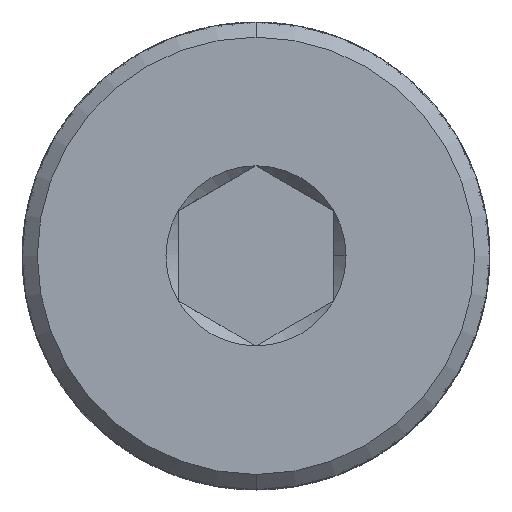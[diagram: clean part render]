
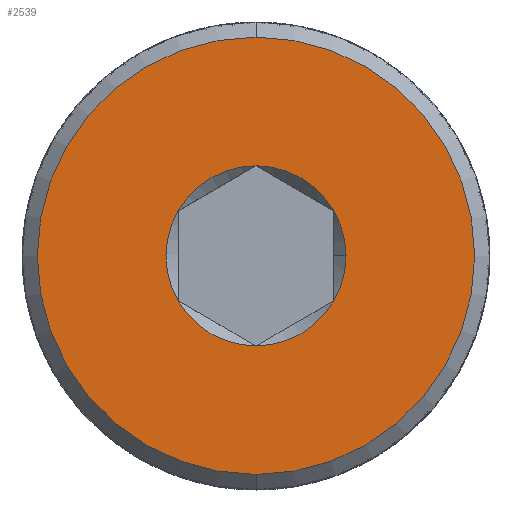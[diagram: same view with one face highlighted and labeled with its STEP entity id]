
A CAD part, top view. The second image highlights one B-rep face of the part: STEP entity #2539.
In plain terms, the highlighted planar face has unit normal (0, 0, 1).
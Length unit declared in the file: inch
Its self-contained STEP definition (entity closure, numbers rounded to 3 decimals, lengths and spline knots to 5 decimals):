
#148 = EDGE_CURVE ( 'NONE', #393, #13502, #13508, .T. ) ;
#202 = DIRECTION ( 'NONE',  ( 0., 0., 1. ) ) ;
#308 = VERTEX_POINT ( 'NONE', #13627 ) ;
#393 = VERTEX_POINT ( 'NONE', #9572 ) ;
#788 = DIRECTION ( 'NONE',  ( 1., 0., 0. ) ) ;
#962 = PLANE ( 'NONE',  #9861 ) ;
#998 = EDGE_CURVE ( 'NONE', #8733, #308, #4873, .T. ) ;
#1057 = CIRCLE ( 'NONE', #10419, 0.14434 ) ;
#1561 = DIRECTION ( 'NONE',  ( 0., 0., 1. ) ) ;
#1829 = CIRCLE ( 'NONE', #6260, 0.14434 ) ;
#2004 = ORIENTED_EDGE ( 'NONE', *, *, #13282, .T. ) ;
#2062 = DIRECTION ( 'NONE',  ( 0., -1., 0. ) ) ;
#2276 = AXIS2_PLACEMENT_3D ( 'NONE', #2549, #202, #5780 ) ;
#2539 = ADVANCED_FACE ( 'NONE', ( #13596, #7712 ), #962, .T. ) ;
#2549 = CARTESIAN_POINT ( 'NONE',  ( 0., 0., 0. ) ) ;
#3004 = ORIENTED_EDGE ( 'NONE', *, *, #13364, .F. ) ;
#3248 = DIRECTION ( 'NONE',  ( 0., 0., 1. ) ) ;
#3604 = CARTESIAN_POINT ( 'NONE',  ( 0.125, -0.07217, 0. ) ) ;
#3654 = DIRECTION ( 'NONE',  ( 0., 0., 1. ) ) ;
#3742 = CARTESIAN_POINT ( 'NONE',  ( 0., 0., 0. ) ) ;
#4376 = DIRECTION ( 'NONE',  ( 1., 0., 0. ) ) ;
#4478 = AXIS2_PLACEMENT_3D ( 'NONE', #6528, #7780, #4376 ) ;
#4502 = AXIS2_PLACEMENT_3D ( 'NONE', #11913, #7746, #10849 ) ;
#4561 = EDGE_CURVE ( 'NONE', #11587, #8841, #1829, .T. ) ;
#4824 = DIRECTION ( 'NONE',  ( 1., 0., 0. ) ) ;
#4873 = CIRCLE ( 'NONE', #14021, 0.14434 ) ;
#5069 = EDGE_CURVE ( 'NONE', #7721, #8733, #11504, .T. ) ;
#5248 = CARTESIAN_POINT ( 'NONE',  ( 0., 0., 0. ) ) ;
#5339 = CARTESIAN_POINT ( 'NONE',  ( 0., -0.35062, 0. ) ) ;
#5780 = DIRECTION ( 'NONE',  ( 0., -1., 0. ) ) ;
#6068 = CARTESIAN_POINT ( 'NONE',  ( 0., 0., 0. ) ) ;
#6249 = CARTESIAN_POINT ( 'NONE',  ( 0., 0., 0. ) ) ;
#6260 = AXIS2_PLACEMENT_3D ( 'NONE', #8092, #1561, #4824 ) ;
#6528 = CARTESIAN_POINT ( 'NONE',  ( 0., 0., 0. ) ) ;
#6648 = CARTESIAN_POINT ( 'NONE',  ( 0., 0., 0. ) ) ;
#6918 = DIRECTION ( 'NONE',  ( 0., -1., 0. ) ) ;
#7406 = CIRCLE ( 'NONE', #14044, 0.14434 ) ;
#7418 = ORIENTED_EDGE ( 'NONE', *, *, #5069, .F. ) ;
#7477 = CARTESIAN_POINT ( 'NONE',  ( 0.14434, 0., 0. ) ) ;
#7540 = CARTESIAN_POINT ( 'NONE',  ( -0.125, -0.07217, 0. ) ) ;
#7562 = ORIENTED_EDGE ( 'NONE', *, *, #148, .T. ) ;
#7712 = FACE_OUTER_BOUND ( 'NONE', #12246, .T. ) ;
#7721 = VERTEX_POINT ( 'NONE', #3604 ) ;
#7746 = DIRECTION ( 'NONE',  ( 0., 0., 1. ) ) ;
#7770 = VERTEX_POINT ( 'NONE', #11430 ) ;
#7780 = DIRECTION ( 'NONE',  ( 0., 0., 1. ) ) ;
#8041 = DIRECTION ( 'NONE',  ( 1., 0., 0. ) ) ;
#8092 = CARTESIAN_POINT ( 'NONE',  ( 0., 0., 0. ) ) ;
#8274 = DIRECTION ( 'NONE',  ( 0., 0., 1. ) ) ;
#8555 = DIRECTION ( 'NONE',  ( 0., 0., 1. ) ) ;
#8566 = CIRCLE ( 'NONE', #4478, 0.14434 ) ;
#8575 = ORIENTED_EDGE ( 'NONE', *, *, #998, .F. ) ;
#8733 = VERTEX_POINT ( 'NONE', #7477 ) ;
#8841 = VERTEX_POINT ( 'NONE', #10019 ) ;
#9122 = AXIS2_PLACEMENT_3D ( 'NONE', #6068, #12672, #13779 ) ;
#9400 = VERTEX_POINT ( 'NONE', #11174 ) ;
#9493 = EDGE_LOOP ( 'NONE', ( #11389, #10542, #3004, #13063, #11611, #8575, #7418 ) ) ;
#9572 = CARTESIAN_POINT ( 'NONE',  ( 0., 0.35062, 0. ) ) ;
#9861 = AXIS2_PLACEMENT_3D ( 'NONE', #5248, #8555, #2062 ) ;
#10019 = CARTESIAN_POINT ( 'NONE',  ( 0., -0.14434, 0. ) ) ;
#10122 = AXIS2_PLACEMENT_3D ( 'NONE', #3742, #3654, #6918 ) ;
#10419 = AXIS2_PLACEMENT_3D ( 'NONE', #6249, #8274, #788 ) ;
#10459 = CARTESIAN_POINT ( 'NONE',  ( 0., 0., 0. ) ) ;
#10542 = ORIENTED_EDGE ( 'NONE', *, *, #4561, .F. ) ;
#10849 = DIRECTION ( 'NONE',  ( 1., 0., 0. ) ) ;
#11174 = CARTESIAN_POINT ( 'NONE',  ( 0., 0.14434, 0. ) ) ;
#11188 = EDGE_CURVE ( 'NONE', #9400, #7770, #8566, .T. ) ;
#11389 = ORIENTED_EDGE ( 'NONE', *, *, #13646, .F. ) ;
#11430 = CARTESIAN_POINT ( 'NONE',  ( -0.125, 0.07217, 0. ) ) ;
#11486 = DIRECTION ( 'NONE',  ( 0., 0., 1. ) ) ;
#11504 = CIRCLE ( 'NONE', #9122, 0.14434 ) ;
#11587 = VERTEX_POINT ( 'NONE', #7540 ) ;
#11611 = ORIENTED_EDGE ( 'NONE', *, *, #12383, .F. ) ;
#11913 = CARTESIAN_POINT ( 'NONE',  ( 0., 0., 0. ) ) ;
#12210 = DIRECTION ( 'NONE',  ( 1., 0., 0. ) ) ;
#12246 = EDGE_LOOP ( 'NONE', ( #7562, #2004 ) ) ;
#12383 = EDGE_CURVE ( 'NONE', #308, #9400, #13828, .T. ) ;
#12672 = DIRECTION ( 'NONE',  ( 0., 0., 1. ) ) ;
#12778 = CIRCLE ( 'NONE', #10122, 0.35062 ) ;
#13063 = ORIENTED_EDGE ( 'NONE', *, *, #11188, .F. ) ;
#13282 = EDGE_CURVE ( 'NONE', #13502, #393, #12778, .T. ) ;
#13364 = EDGE_CURVE ( 'NONE', #7770, #11587, #1057, .T. ) ;
#13502 = VERTEX_POINT ( 'NONE', #5339 ) ;
#13508 = CIRCLE ( 'NONE', #2276, 0.35062 ) ;
#13596 = FACE_BOUND ( 'NONE', #9493, .T. ) ;
#13627 = CARTESIAN_POINT ( 'NONE',  ( 0.125, 0.07217, 0. ) ) ;
#13646 = EDGE_CURVE ( 'NONE', #8841, #7721, #7406, .T. ) ;
#13779 = DIRECTION ( 'NONE',  ( 1., 0., 0. ) ) ;
#13828 = CIRCLE ( 'NONE', #4502, 0.14434 ) ;
#14021 = AXIS2_PLACEMENT_3D ( 'NONE', #10459, #11486, #8041 ) ;
#14044 = AXIS2_PLACEMENT_3D ( 'NONE', #6648, #3248, #12210 ) ;
